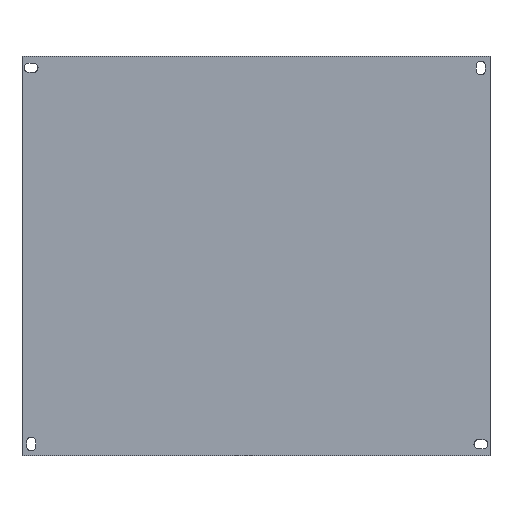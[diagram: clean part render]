
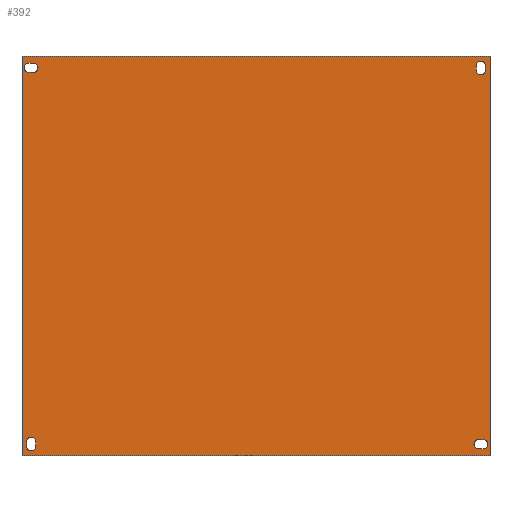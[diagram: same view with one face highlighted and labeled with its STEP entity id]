
A CAD part, left-side view. The second image highlights one B-rep face of the part: STEP entity #392.
In plain terms, the highlighted planar face has unit normal (-1, 0, 0).
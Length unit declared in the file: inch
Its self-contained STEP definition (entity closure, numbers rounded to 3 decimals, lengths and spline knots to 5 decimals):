
#1=DIRECTION('',(0.,0.,1.));
#2=VECTOR('',#1,10.88);
#3=CARTESIAN_POINT('',(0.,6.375,-5.44));
#4=LINE('',#3,#2);
#5=DIRECTION('',(0.,-1.,0.));
#6=VECTOR('',#5,12.75);
#7=CARTESIAN_POINT('',(0.,6.375,5.44));
#8=LINE('',#7,#6);
#9=DIRECTION('',(0.,0.,-1.));
#10=VECTOR('',#9,10.88);
#11=CARTESIAN_POINT('',(0.,-6.375,5.44));
#12=LINE('',#11,#10);
#13=DIRECTION('',(0.,1.,0.));
#14=VECTOR('',#13,12.75);
#15=CARTESIAN_POINT('',(0.,-6.375,-5.44));
#16=LINE('',#15,#14);
#17=DIRECTION('',(0.,1.,0.));
#18=VECTOR('',#17,0.123);
#19=CARTESIAN_POINT('',(0.,6.0635,5.));
#20=LINE('',#19,#18);
#21=CARTESIAN_POINT('',(0.,6.0635,5.125));
#22=DIRECTION('',(1.,0.,0.));
#23=DIRECTION('',(0.,0.,1.));
#24=AXIS2_PLACEMENT_3D('',#21,#22,#23);
#26=DIRECTION('',(0.,-1.,0.));
#27=VECTOR('',#26,0.123);
#28=CARTESIAN_POINT('',(0.,6.1865,5.25));
#29=LINE('',#28,#27);
#30=CARTESIAN_POINT('',(0.,6.1865,5.125));
#31=DIRECTION('',(1.,0.,0.));
#32=DIRECTION('',(0.,0.,-1.));
#33=AXIS2_PLACEMENT_3D('',#30,#31,#32);
#35=DIRECTION('',(0.,1.,0.));
#36=VECTOR('',#35,0.123);
#37=CARTESIAN_POINT('',(0.,-6.1865,-5.25));
#38=LINE('',#37,#36);
#39=CARTESIAN_POINT('',(0.,-6.1865,-5.125));
#40=DIRECTION('',(1.,0.,0.));
#41=DIRECTION('',(0.,0.,1.));
#42=AXIS2_PLACEMENT_3D('',#39,#40,#41);
#44=DIRECTION('',(0.,-1.,0.));
#45=VECTOR('',#44,0.123);
#46=CARTESIAN_POINT('',(0.,-6.0635,-5.));
#47=LINE('',#46,#45);
#48=CARTESIAN_POINT('',(0.,-6.0635,-5.125));
#49=DIRECTION('',(1.,0.,0.));
#50=DIRECTION('',(0.,0.,-1.));
#51=AXIS2_PLACEMENT_3D('',#48,#49,#50);
#53=CARTESIAN_POINT('',(0.,-6.125,5.1865));
#54=DIRECTION('',(1.,0.,0.));
#55=DIRECTION('',(0.,1.,0.));
#56=AXIS2_PLACEMENT_3D('',#53,#54,#55);
#58=DIRECTION('',(0.,0.,1.));
#59=VECTOR('',#58,0.123);
#60=CARTESIAN_POINT('',(0.,-6.,5.0635));
#61=LINE('',#60,#59);
#62=CARTESIAN_POINT('',(0.,-6.125,5.0635));
#63=DIRECTION('',(1.,0.,0.));
#64=DIRECTION('',(0.,-1.,0.));
#65=AXIS2_PLACEMENT_3D('',#62,#63,#64);
#67=DIRECTION('',(0.,0.,-1.));
#68=VECTOR('',#67,0.123);
#69=CARTESIAN_POINT('',(0.,-6.25,5.1865));
#70=LINE('',#69,#68);
#71=CARTESIAN_POINT('',(0.,6.125,-5.0635));
#72=DIRECTION('',(1.,0.,0.));
#73=DIRECTION('',(0.,1.,0.));
#74=AXIS2_PLACEMENT_3D('',#71,#72,#73);
#76=DIRECTION('',(0.,0.,1.));
#77=VECTOR('',#76,0.123);
#78=CARTESIAN_POINT('',(0.,6.25,-5.1865));
#79=LINE('',#78,#77);
#80=CARTESIAN_POINT('',(0.,6.125,-5.1865));
#81=DIRECTION('',(1.,0.,0.));
#82=DIRECTION('',(0.,-1.,0.));
#83=AXIS2_PLACEMENT_3D('',#80,#81,#82);
#85=DIRECTION('',(0.,0.,-1.));
#86=VECTOR('',#85,0.123);
#87=CARTESIAN_POINT('',(0.,6.,-5.0635));
#88=LINE('',#87,#86);
#257=CARTESIAN_POINT('',(0.,6.375,-5.44));
#258=CARTESIAN_POINT('',(0.,6.375,5.44));
#259=VERTEX_POINT('',#257);
#260=VERTEX_POINT('',#258);
#261=CARTESIAN_POINT('',(0.,-6.375,5.44));
#262=VERTEX_POINT('',#261);
#263=CARTESIAN_POINT('',(0.,-6.375,-5.44));
#264=VERTEX_POINT('',#263);
#273=CARTESIAN_POINT('',(0.,6.0635,5.));
#274=CARTESIAN_POINT('',(0.,6.1865,5.));
#275=VERTEX_POINT('',#273);
#276=VERTEX_POINT('',#274);
#277=CARTESIAN_POINT('',(0.,6.1865,5.25));
#278=VERTEX_POINT('',#277);
#279=CARTESIAN_POINT('',(0.,6.0635,5.25));
#280=VERTEX_POINT('',#279);
#281=CARTESIAN_POINT('',(0.,-6.1865,-5.25));
#282=CARTESIAN_POINT('',(0.,-6.0635,-5.25));
#283=VERTEX_POINT('',#281);
#284=VERTEX_POINT('',#282);
#285=CARTESIAN_POINT('',(0.,-6.0635,-5.));
#286=VERTEX_POINT('',#285);
#287=CARTESIAN_POINT('',(0.,-6.1865,-5.));
#288=VERTEX_POINT('',#287);
#305=CARTESIAN_POINT('',(0.,-6.,5.1865));
#306=CARTESIAN_POINT('',(0.,-6.25,5.1865));
#307=VERTEX_POINT('',#305);
#308=VERTEX_POINT('',#306);
#309=CARTESIAN_POINT('',(0.,-6.25,5.0635));
#310=VERTEX_POINT('',#309);
#311=CARTESIAN_POINT('',(0.,-6.,5.0635));
#312=VERTEX_POINT('',#311);
#313=CARTESIAN_POINT('',(0.,6.25,-5.0635));
#314=CARTESIAN_POINT('',(0.,6.,-5.0635));
#315=VERTEX_POINT('',#313);
#316=VERTEX_POINT('',#314);
#317=CARTESIAN_POINT('',(0.,6.,-5.1865));
#318=VERTEX_POINT('',#317);
#319=CARTESIAN_POINT('',(0.,6.25,-5.1865));
#320=VERTEX_POINT('',#319);
#337=CARTESIAN_POINT('',(0.,0.,0.));
#338=DIRECTION('',(1.,0.,0.));
#339=DIRECTION('',(0.,0.,-1.));
#340=AXIS2_PLACEMENT_3D('',#337,#338,#339);
#341=PLANE('',#340);
#343=ORIENTED_EDGE('',*,*,#342,.T.);
#345=ORIENTED_EDGE('',*,*,#344,.T.);
#347=ORIENTED_EDGE('',*,*,#346,.T.);
#349=ORIENTED_EDGE('',*,*,#348,.T.);
#350=EDGE_LOOP('',(#343,#345,#347,#349));
#351=FACE_OUTER_BOUND('',#350,.F.);
#353=ORIENTED_EDGE('',*,*,#352,.F.);
#355=ORIENTED_EDGE('',*,*,#354,.F.);
#357=ORIENTED_EDGE('',*,*,#356,.F.);
#359=ORIENTED_EDGE('',*,*,#358,.F.);
#360=EDGE_LOOP('',(#353,#355,#357,#359));
#361=FACE_BOUND('',#360,.F.);
#363=ORIENTED_EDGE('',*,*,#362,.F.);
#365=ORIENTED_EDGE('',*,*,#364,.F.);
#367=ORIENTED_EDGE('',*,*,#366,.F.);
#369=ORIENTED_EDGE('',*,*,#368,.F.);
#370=EDGE_LOOP('',(#363,#365,#367,#369));
#371=FACE_BOUND('',#370,.F.);
#373=ORIENTED_EDGE('',*,*,#372,.F.);
#375=ORIENTED_EDGE('',*,*,#374,.F.);
#377=ORIENTED_EDGE('',*,*,#376,.F.);
#379=ORIENTED_EDGE('',*,*,#378,.F.);
#380=EDGE_LOOP('',(#373,#375,#377,#379));
#381=FACE_BOUND('',#380,.F.);
#383=ORIENTED_EDGE('',*,*,#382,.F.);
#385=ORIENTED_EDGE('',*,*,#384,.F.);
#387=ORIENTED_EDGE('',*,*,#386,.F.);
#389=ORIENTED_EDGE('',*,*,#388,.F.);
#390=EDGE_LOOP('',(#383,#385,#387,#389));
#391=FACE_BOUND('',#390,.F.);
#392=ADVANCED_FACE('',(#351,#361,#371,#381,#391),#341,.F.);
#25=CIRCLE('',#24,0.125);
#34=CIRCLE('',#33,0.125);
#43=CIRCLE('',#42,0.125);
#52=CIRCLE('',#51,0.125);
#57=CIRCLE('',#56,0.125);
#66=CIRCLE('',#65,0.125);
#75=CIRCLE('',#74,0.125);
#84=CIRCLE('',#83,0.125);
#342=EDGE_CURVE('',#259,#260,#4,.T.);
#344=EDGE_CURVE('',#260,#262,#8,.T.);
#346=EDGE_CURVE('',#262,#264,#12,.T.);
#348=EDGE_CURVE('',#264,#259,#16,.T.);
#352=EDGE_CURVE('',#275,#276,#20,.T.);
#354=EDGE_CURVE('',#280,#275,#25,.T.);
#356=EDGE_CURVE('',#278,#280,#29,.T.);
#358=EDGE_CURVE('',#276,#278,#34,.T.);
#362=EDGE_CURVE('',#283,#284,#38,.T.);
#364=EDGE_CURVE('',#288,#283,#43,.T.);
#366=EDGE_CURVE('',#286,#288,#47,.T.);
#368=EDGE_CURVE('',#284,#286,#52,.T.);
#372=EDGE_CURVE('',#307,#308,#57,.T.);
#374=EDGE_CURVE('',#312,#307,#61,.T.);
#376=EDGE_CURVE('',#310,#312,#66,.T.);
#378=EDGE_CURVE('',#308,#310,#70,.T.);
#382=EDGE_CURVE('',#315,#316,#75,.T.);
#384=EDGE_CURVE('',#320,#315,#79,.T.);
#386=EDGE_CURVE('',#318,#320,#84,.T.);
#388=EDGE_CURVE('',#316,#318,#88,.T.);
